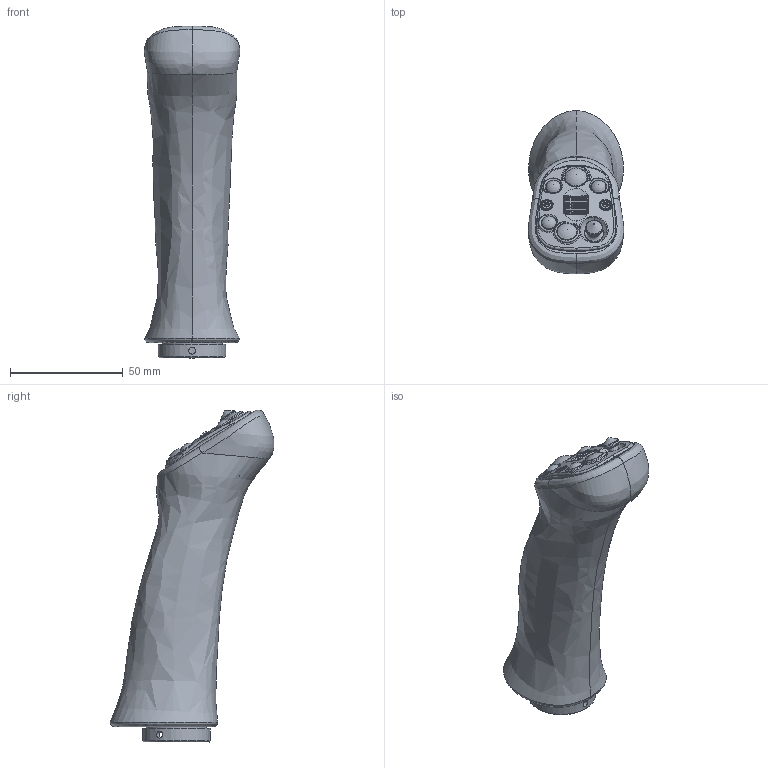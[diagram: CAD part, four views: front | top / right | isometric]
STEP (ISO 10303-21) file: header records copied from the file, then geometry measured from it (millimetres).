
FILE_DESCRIPTION(('FreeCAD Model'),'2;1');
FILE_NAME('Joyu.step', '2018-11-20T10:51:54',('kicad StepUp'),('ksu MCAD'), 'Open CASCADE STEP processor 7.3','FreeCAD','Unknown');
FILE_SCHEMA(('AUTOMOTIVE_DESIGN { 1 0 10303 214 1 1 1 1 }'));
Length unit declared in the file: millimetre
Products named in the file (12): M2.5x20-Screw001; FrontMask_01; Joystick_01; Bushing25_4mm_01; Kitajc_novi_01; Switch10mm_01; Switch9mm_01; Switch7mm_01; Switch7mm_02; Switch7mm_03; M2.5x20-Screw; ValjEncoder_01
Bounding box: 42.25 x 72.58 x 146.94 mm (x, y, z)
Volume: 79762.6 mm3; surface area: 46040.6 mm2
Topology: 12 solids, 12 shells, 587 faces, 1406 edges, 876 vertices
Faces by surface type: plane 211, cylinder 173, bspline 88, cone 74, torus 21, sphere 16, revolution 4
Full cylindrical faces by diameter (mm): 1.5 x4, 2 x4, 2.3 x1, 2.5 x4, 2.6 x2, 3 x8, 3.6 x2, 4 x3, 4.4 x1, 4.5 x4, 4.6 x3, 5 x6, 6.5 x3, 7 x3, 7.5 x3, 7.6 x1, 8 x3, 8.5 x1, 9 x1, 9.5 x2, 10 x3, 10.5 x1, 11 x1, 23.64 x1, 25.4 x1, 26.6 x1, 27.2 x1, 29.2 x1, 30 x1
Entity records: 31785 total; most frequent: CARTESIAN_POINT 17752, ORIENTED_EDGE 2804, DIRECTION 2527, EDGE_CURVE 1402, AXIS2_PLACEMENT_3D 1008, VERTEX_POINT 876, FACE_BOUND 660, EDGE_LOOP 660
